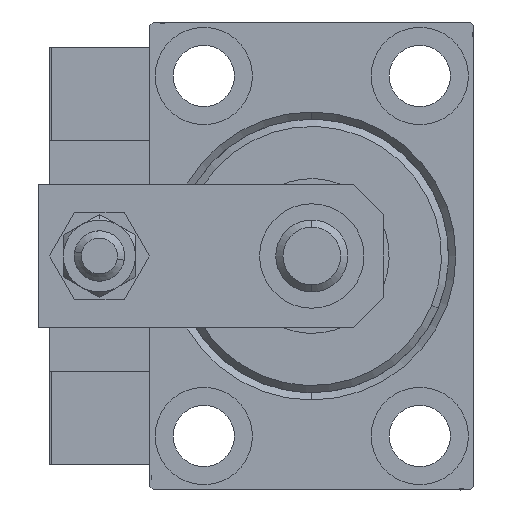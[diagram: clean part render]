
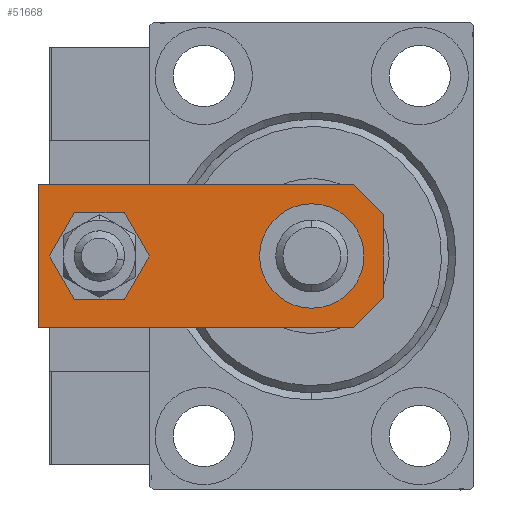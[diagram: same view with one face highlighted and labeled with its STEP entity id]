
A CAD part, left-side view. The second image highlights one B-rep face of the part: STEP entity #51668.
In plain terms, the highlighted face is planar.
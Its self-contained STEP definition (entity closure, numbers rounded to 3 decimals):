
#1851 = CIRCLE ( 'NONE', #26436, 4. ) ;
#1984 = DIRECTION ( 'NONE',  ( 0., 0., 1. ) ) ;
#2014 = DIRECTION ( 'NONE',  ( 0.707, -0.707, 0. ) ) ;
#2192 = CARTESIAN_POINT ( 'NONE',  ( 0., 10., 6. ) ) ;
#2987 = LINE ( 'NONE', #6451, #38286 ) ;
#3905 = CARTESIAN_POINT ( 'NONE',  ( -10., 4.24, 6. ) ) ;
#3932 = CARTESIAN_POINT ( 'NONE',  ( -10., 0., 6. ) ) ;
#3980 = EDGE_CURVE ( 'NONE', #9190, #18255, #39120, .T. ) ;
#4156 = CARTESIAN_POINT ( 'NONE',  ( 10., 0., 6. ) ) ;
#4784 = EDGE_LOOP ( 'NONE', ( #24318, #34569 ) ) ;
#5242 = AXIS2_PLACEMENT_3D ( 'NONE', #46931, #35782, #30764 ) ;
#5698 = CARTESIAN_POINT ( 'NONE',  ( 0., 39.5, 6. ) ) ;
#5938 = LINE ( 'NONE', #4156, #14527 ) ;
#6211 = CARTESIAN_POINT ( 'NONE',  ( 10., 4.24, 6. ) ) ;
#6445 = VERTEX_POINT ( 'NONE', #22196 ) ;
#6451 = CARTESIAN_POINT ( 'NONE',  ( 2.88, -2.88, 6. ) ) ;
#7812 = CARTESIAN_POINT ( 'NONE',  ( 10., 48., 6. ) ) ;
#8399 = DIRECTION ( 'NONE',  ( 0., 1., 0. ) ) ;
#9190 = VERTEX_POINT ( 'NONE', #3905 ) ;
#9460 = EDGE_LOOP ( 'NONE', ( #36511, #45721 ) ) ;
#10688 = DIRECTION ( 'NONE',  ( 0., -1., 0. ) ) ;
#11192 = CIRCLE ( 'NONE', #5242, 7.25 ) ;
#12509 = VERTEX_POINT ( 'NONE', #16080 ) ;
#13149 = CARTESIAN_POINT ( 'NONE',  ( 0., 39.5, 6. ) ) ;
#14200 = EDGE_LOOP ( 'NONE', ( #30995, #32441, #43461, #19488, #15549, #47488 ) ) ;
#14527 = VECTOR ( 'NONE', #8399, 1000. ) ;
#14671 = LINE ( 'NONE', #22119, #47538 ) ;
#15549 = ORIENTED_EDGE ( 'NONE', *, *, #44087, .T. ) ;
#16080 = CARTESIAN_POINT ( 'NONE',  ( 4., 39.5, 6. ) ) ;
#17962 = CIRCLE ( 'NONE', #46754, 4. ) ;
#18255 = VERTEX_POINT ( 'NONE', #45033 ) ;
#18459 = VERTEX_POINT ( 'NONE', #50206 ) ;
#19209 = VERTEX_POINT ( 'NONE', #48176 ) ;
#19488 = ORIENTED_EDGE ( 'NONE', *, *, #26465, .T. ) ;
#21242 = VERTEX_POINT ( 'NONE', #6211 ) ;
#21466 = VERTEX_POINT ( 'NONE', #34014 ) ;
#21884 = DIRECTION ( 'NONE',  ( 1., 0., 0. ) ) ;
#22074 = VECTOR ( 'NONE', #40521, 1000. ) ;
#22119 = CARTESIAN_POINT ( 'NONE',  ( -10., 48., 6. ) ) ;
#22196 = CARTESIAN_POINT ( 'NONE',  ( 5.76, 0., 6. ) ) ;
#24318 = ORIENTED_EDGE ( 'NONE', *, *, #44407, .F. ) ;
#24349 = LINE ( 'NONE', #3932, #22074 ) ;
#25608 = PLANE ( 'NONE',  #43505 ) ;
#25844 = EDGE_CURVE ( 'NONE', #12509, #18459, #1851, .T. ) ;
#26436 = AXIS2_PLACEMENT_3D ( 'NONE', #13149, #32544, #37030 ) ;
#26465 = EDGE_CURVE ( 'NONE', #6445, #21242, #2987, .T. ) ;
#27319 = AXIS2_PLACEMENT_3D ( 'NONE', #2192, #50735, #34557 ) ;
#28761 = LINE ( 'NONE', #7812, #42309 ) ;
#29286 = VERTEX_POINT ( 'NONE', #43657 ) ;
#29871 = FACE_BOUND ( 'NONE', #4784, .T. ) ;
#30383 = FACE_BOUND ( 'NONE', #9460, .T. ) ;
#30764 = DIRECTION ( 'NONE',  ( 1., 0., 0. ) ) ;
#30995 = ORIENTED_EDGE ( 'NONE', *, *, #43332, .T. ) ;
#32162 = VECTOR ( 'NONE', #2014, 1000. ) ;
#32441 = ORIENTED_EDGE ( 'NONE', *, *, #3980, .T. ) ;
#32544 = DIRECTION ( 'NONE',  ( 0., 0., 1. ) ) ;
#33305 = DIRECTION ( 'NONE',  ( 1., 0., 0. ) ) ;
#34014 = CARTESIAN_POINT ( 'NONE',  ( -10., 48., 6. ) ) ;
#34557 = DIRECTION ( 'NONE',  ( 1., 0., 0. ) ) ;
#34569 = ORIENTED_EDGE ( 'NONE', *, *, #25844, .F. ) ;
#35782 = DIRECTION ( 'NONE',  ( 0., 0., 1. ) ) ;
#36511 = ORIENTED_EDGE ( 'NONE', *, *, #44933, .F. ) ;
#37030 = DIRECTION ( 'NONE',  ( 1., 0., 0. ) ) ;
#38286 = VECTOR ( 'NONE', #51535, 1000. ) ;
#38339 = DIRECTION ( 'NONE',  ( 0., 0., 1. ) ) ;
#39120 = LINE ( 'NONE', #42834, #32162 ) ;
#40241 = EDGE_CURVE ( 'NONE', #29286, #21466, #28761, .T. ) ;
#40521 = DIRECTION ( 'NONE',  ( 1., 0., 0. ) ) ;
#41489 = EDGE_CURVE ( 'NONE', #18255, #6445, #24349, .T. ) ;
#42031 = FACE_OUTER_BOUND ( 'NONE', #14200, .T. ) ;
#42309 = VECTOR ( 'NONE', #44921, 1000. ) ;
#42834 = CARTESIAN_POINT ( 'NONE',  ( -2.88, -2.88, 6. ) ) ;
#43332 = EDGE_CURVE ( 'NONE', #21466, #9190, #14671, .T. ) ;
#43461 = ORIENTED_EDGE ( 'NONE', *, *, #41489, .T. ) ;
#43505 = AXIS2_PLACEMENT_3D ( 'NONE', #49751, #38339, #33305 ) ;
#43657 = CARTESIAN_POINT ( 'NONE',  ( 10., 48., 6. ) ) ;
#44087 = EDGE_CURVE ( 'NONE', #21242, #29286, #5938, .T. ) ;
#44407 = EDGE_CURVE ( 'NONE', #18459, #12509, #17962, .T. ) ;
#44921 = DIRECTION ( 'NONE',  ( -1., 0., 0. ) ) ;
#44933 = EDGE_CURVE ( 'NONE', #19209, #48643, #11192, .T. ) ;
#45033 = CARTESIAN_POINT ( 'NONE',  ( -5.76, 0., 6. ) ) ;
#45070 = CIRCLE ( 'NONE', #27319, 7.25 ) ;
#45421 = EDGE_CURVE ( 'NONE', #48643, #19209, #45070, .T. ) ;
#45721 = ORIENTED_EDGE ( 'NONE', *, *, #45421, .F. ) ;
#45911 = CARTESIAN_POINT ( 'NONE',  ( 7.25, 10., 6. ) ) ;
#46754 = AXIS2_PLACEMENT_3D ( 'NONE', #5698, #1984, #21884 ) ;
#46931 = CARTESIAN_POINT ( 'NONE',  ( 0., 10., 6. ) ) ;
#47488 = ORIENTED_EDGE ( 'NONE', *, *, #40241, .T. ) ;
#47538 = VECTOR ( 'NONE', #10688, 1000. ) ;
#48176 = CARTESIAN_POINT ( 'NONE',  ( -7.25, 10., 6. ) ) ;
#48643 = VERTEX_POINT ( 'NONE', #45911 ) ;
#49751 = CARTESIAN_POINT ( 'NONE',  ( 0., 0., 6. ) ) ;
#50206 = CARTESIAN_POINT ( 'NONE',  ( -4., 39.5, 6. ) ) ;
#50735 = DIRECTION ( 'NONE',  ( 0., 0., 1. ) ) ;
#51535 = DIRECTION ( 'NONE',  ( 0.707, 0.707, 0. ) ) ;
#51668 = ADVANCED_FACE ( 'NONE', ( #29871, #42031, #30383 ), #25608, .T. ) ;
